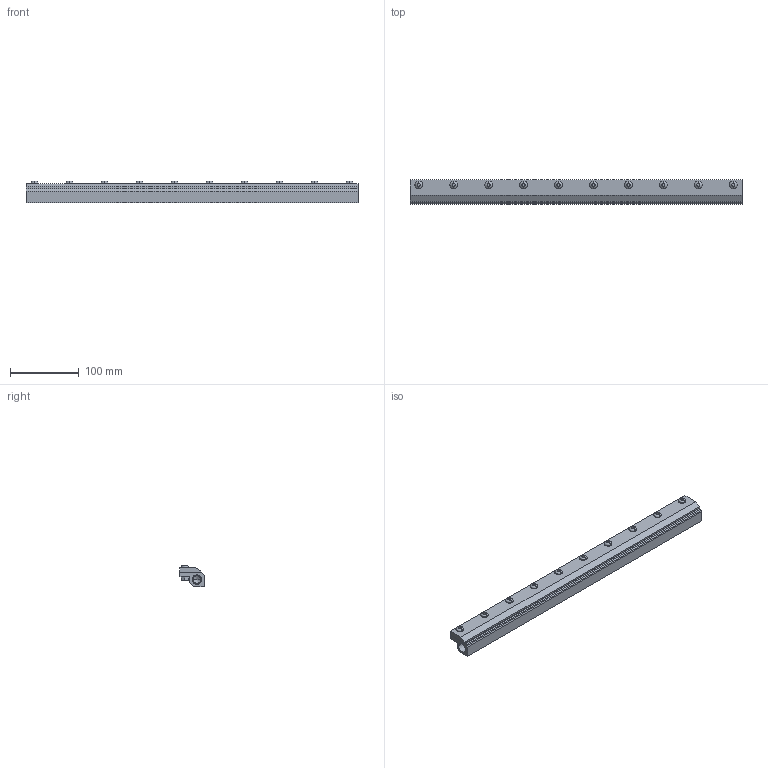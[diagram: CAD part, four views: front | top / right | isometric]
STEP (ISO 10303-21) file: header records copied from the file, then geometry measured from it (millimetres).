
FILE_DESCRIPTION(('STEP AP203'),'1');
FILE_NAME('2218.stp','2024-10-24T08:08:45',('TraceParts'),('TraceParts S.A.'),'Spatial InterOp 3D',' ',' ');
FILE_SCHEMA(('CONFIG_CONTROL_DESIGN'));
Length unit declared in the file: millimetre
Products named in the file (1): 1
Bounding box: 482.6 x 34.92 x 31.13 mm (x, y, z)
Volume: 327381.5 mm3; surface area: 100419.1 mm2
Topology: 22 solids, 22 shells, 354 faces, 849 edges, 561 vertices
Faces by surface type: bspline 186, plane 100, cylinder 64, cone 4
Entity records: 12170 total; most frequent: CARTESIAN_POINT 4219, ORIENTED_EDGE 1696, DIRECTION 1433, EDGE_CURVE 848, VERTEX_POINT 562, AXIS2_PLACEMENT_3D 480, LINE 473, VECTOR 473
